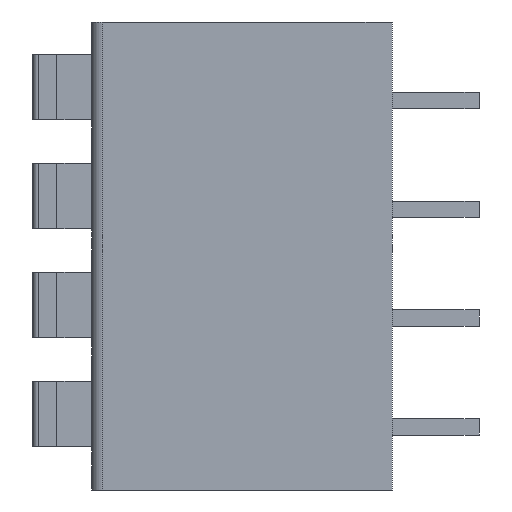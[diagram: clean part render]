
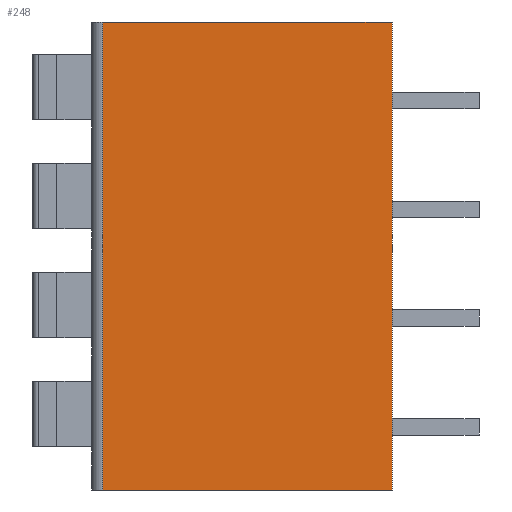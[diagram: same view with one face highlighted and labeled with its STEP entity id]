
A CAD part, left-side view. The second image highlights one B-rep face of the part: STEP entity #248.
In plain terms, the highlighted planar face has unit normal (-1, 0, 0).
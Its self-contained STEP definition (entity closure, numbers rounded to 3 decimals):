
#248 = ADVANCED_FACE( '', ( #603 ), #604, .F. );
#603 = FACE_OUTER_BOUND( '', #1062, .T. );
#604 = PLANE( '', #1063 );
#1062 = EDGE_LOOP( '', ( #1781, #1782, #1783, #1784 ) );
#1063 = AXIS2_PLACEMENT_3D( '', #1785, #1786, #1787 );
#1781 = ORIENTED_EDGE( '', *, *, #3045, .T. );
#1782 = ORIENTED_EDGE( '', *, *, #2809, .F. );
#1783 = ORIENTED_EDGE( '', *, *, #3046, .F. );
#1784 = ORIENTED_EDGE( '', *, *, #2905, .T. );
#1785 = CARTESIAN_POINT( '', ( -8.3, 13.3, 20. ) );
#1786 = DIRECTION( '', ( 1., 0., 0. ) );
#1787 = DIRECTION( '', ( 0., 0., -1. ) );
#2809 = EDGE_CURVE( '', #3369, #3364, #3371, .T. );
#2905 = EDGE_CURVE( '', #3544, #3542, #3545, .T. );
#3045 = EDGE_CURVE( '', #3542, #3364, #3780, .T. );
#3046 = EDGE_CURVE( '', #3544, #3369, #3781, .T. );
#3364 = VERTEX_POINT( '', #4188 );
#3369 = VERTEX_POINT( '', #4195 );
#3371 = LINE( '', #4198, #4199 );
#3542 = VERTEX_POINT( '', #4442 );
#3544 = VERTEX_POINT( '', #4444 );
#3545 = LINE( '', #4445, #4446 );
#3780 = LINE( '', #4789, #4790 );
#3781 = LINE( '', #4791, #4792 );
#4188 = CARTESIAN_POINT( '', ( -8.3, 0., 0. ) );
#4195 = CARTESIAN_POINT( '', ( -8.3, 0., 21.5 ) );
#4198 = CARTESIAN_POINT( '', ( -8.3, 0., 20. ) );
#4199 = VECTOR( '', #5377, 1000. );
#4442 = CARTESIAN_POINT( '', ( -8.3, 13.3, 0. ) );
#4444 = CARTESIAN_POINT( '', ( -8.3, 13.3, 21.5 ) );
#4445 = CARTESIAN_POINT( '', ( -8.3, 13.3, 20. ) );
#4446 = VECTOR( '', #5474, 1000. );
#4789 = CARTESIAN_POINT( '', ( -8.3, 13.3, 0. ) );
#4790 = VECTOR( '', #5625, 1000. );
#4791 = CARTESIAN_POINT( '', ( -8.3, 13.3, 21.5 ) );
#4792 = VECTOR( '', #5626, 1000. );
#5377 = DIRECTION( '', ( 0., 0., -1. ) );
#5474 = DIRECTION( '', ( 0., 0., -1. ) );
#5625 = DIRECTION( '', ( 0., -1., 0. ) );
#5626 = DIRECTION( '', ( 0., -1., 0. ) );
